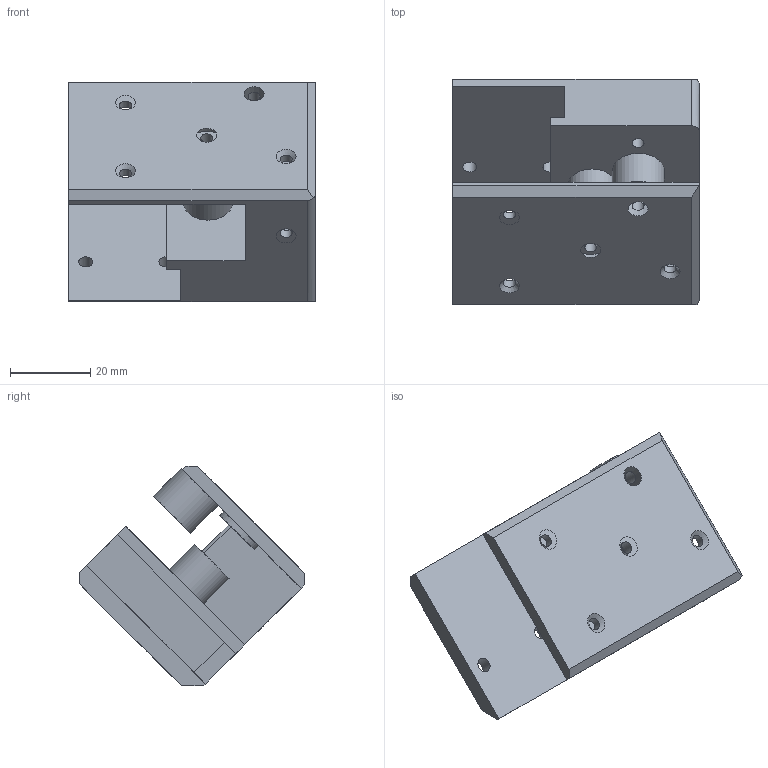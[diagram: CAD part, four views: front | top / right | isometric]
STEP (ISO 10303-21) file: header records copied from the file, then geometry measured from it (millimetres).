
FILE_DESCRIPTION(/* description */ (''),/* implementation_level */ '2;1');
FILE_NAME(/* name */ 'xy2(1x).step',/* time_stamp */ '2025-11-17T17:41:20+05:30',/* author */ (''),/* organization */ (''),/* preprocessor_version */ 'ST-DEVELOPER v20.1',/* originating_system */ 'Autodesk Translation Framework v14.21.0.0',/* authorisation */ '');
FILE_SCHEMA (('AUTOMOTIVE_DESIGN { 1 0 10303 214 3 1 1 }'));
Length unit declared in the file: millimetre
Products named in the file (1): xy(1x)
Bounding box: 61.5 x 56.06 x 54.73 mm (x, y, z)
Volume: 42915.4 mm3; surface area: 16670.6 mm2
Topology: 1 solids, 1 shells, 66 faces, 157 edges, 101 vertices
Faces by surface type: plane 35, cylinder 21, cone 10
Full cylindrical faces by diameter (mm): 3 x9, 3.5 x4, 5 x1, 12.166 x1, 12.184 x1, 13 x2
Entity records: 1982 total; most frequent: DIRECTION 348, CARTESIAN_POINT 325, ORIENTED_EDGE 314, EDGE_CURVE 157, AXIS2_PLACEMENT_3D 124, VERTEX_POINT 101, LINE 100, VECTOR 100
